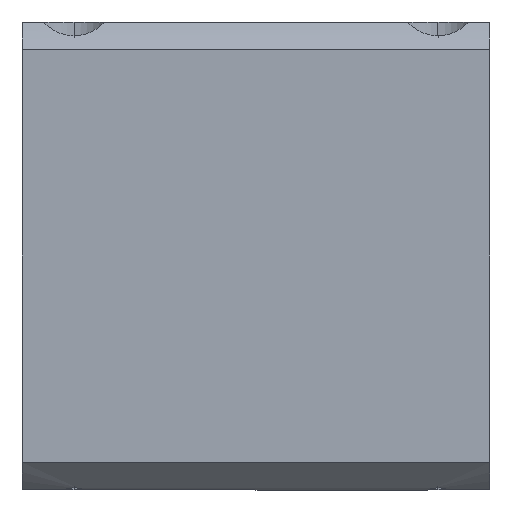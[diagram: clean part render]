
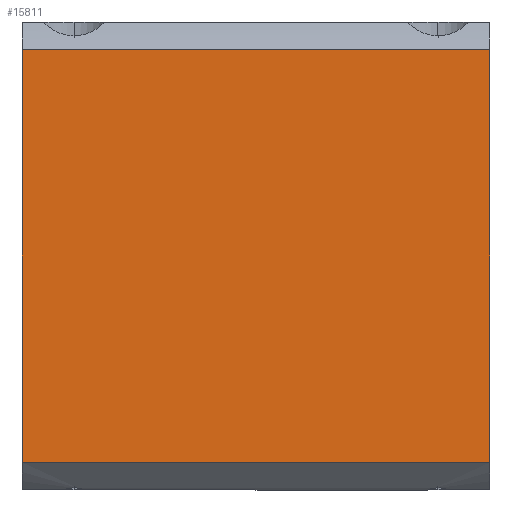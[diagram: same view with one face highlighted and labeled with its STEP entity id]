
A CAD part, left-side view. The second image highlights one B-rep face of the part: STEP entity #15811.
In plain terms, the highlighted planar face has unit normal (-1, 0, 0).
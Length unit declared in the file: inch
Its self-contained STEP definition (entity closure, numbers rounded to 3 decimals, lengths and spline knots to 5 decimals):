
#379 = EDGE_LOOP ( 'NONE', ( #6599, #18527, #12612, #16476 ) ) ;
#1829 = VERTEX_POINT ( 'NONE', #11374 ) ;
#1863 = EDGE_CURVE ( 'NONE', #1829, #7860, #14998, .T. ) ;
#1897 = EDGE_CURVE ( 'NONE', #19542, #7860, #2084, .T. ) ;
#1902 = EDGE_CURVE ( 'NONE', #12279, #19542, #14538, .T. ) ;
#1904 = EDGE_CURVE ( 'NONE', #12279, #1829, #14085, .T. ) ;
#2084 = LINE ( 'NONE', #12043, #17985 ) ;
#2612 = PLANE ( 'NONE',  #11245 ) ;
#3805 = CARTESIAN_POINT ( 'NONE',  ( -1.125, -1.125, -0.99216 ) ) ;
#4362 = DIRECTION ( 'NONE',  ( -1., 0., 0. ) ) ;
#6501 = VECTOR ( 'NONE', #10223, 39.37008 ) ;
#6599 = ORIENTED_EDGE ( 'NONE', *, *, #1897, .F. ) ;
#7860 = VERTEX_POINT ( 'NONE', #18006 ) ;
#8256 = FACE_OUTER_BOUND ( 'NONE', #379, .T. ) ;
#8730 = CARTESIAN_POINT ( 'NONE',  ( -1.125, -1.125, -0.99216 ) ) ;
#8808 = DIRECTION ( 'NONE',  ( 0., 1., 0. ) ) ;
#9099 = DIRECTION ( 'NONE',  ( 0., 0., 1. ) ) ;
#9167 = CARTESIAN_POINT ( 'NONE',  ( -1.125, -1.125, -0.99216 ) ) ;
#10200 = VECTOR ( 'NONE', #8808, 39.37008 ) ;
#10223 = DIRECTION ( 'NONE',  ( 0., 0., 1. ) ) ;
#11245 = AXIS2_PLACEMENT_3D ( 'NONE', #12215, #4362, #15116 ) ;
#11374 = CARTESIAN_POINT ( 'NONE',  ( -1.125, -1.125, 0.99216 ) ) ;
#11926 = CARTESIAN_POINT ( 'NONE',  ( -1.125, -1.125, 0.99216 ) ) ;
#12013 = CARTESIAN_POINT ( 'NONE',  ( -1.125, 1.125, -0.99216 ) ) ;
#12043 = CARTESIAN_POINT ( 'NONE',  ( -1.125, 1.125, -0.99216 ) ) ;
#12215 = CARTESIAN_POINT ( 'NONE',  ( -1.125, -1.125, -0.99216 ) ) ;
#12279 = VERTEX_POINT ( 'NONE', #3805 ) ;
#12612 = ORIENTED_EDGE ( 'NONE', *, *, #1904, .T. ) ;
#12930 = DIRECTION ( 'NONE',  ( 0., 1., 0. ) ) ;
#14085 = LINE ( 'NONE', #8730, #6501 ) ;
#14538 = LINE ( 'NONE', #9167, #10200 ) ;
#14998 = LINE ( 'NONE', #11926, #18434 ) ;
#15116 = DIRECTION ( 'NONE',  ( 0., 0., 1. ) ) ;
#15811 = ADVANCED_FACE ( 'NONE', ( #8256 ), #2612, .T. ) ;
#16476 = ORIENTED_EDGE ( 'NONE', *, *, #1863, .T. ) ;
#17985 = VECTOR ( 'NONE', #9099, 39.37008 ) ;
#18006 = CARTESIAN_POINT ( 'NONE',  ( -1.125, 1.125, 0.99216 ) ) ;
#18434 = VECTOR ( 'NONE', #12930, 39.37008 ) ;
#18527 = ORIENTED_EDGE ( 'NONE', *, *, #1902, .F. ) ;
#19542 = VERTEX_POINT ( 'NONE', #12013 ) ;
